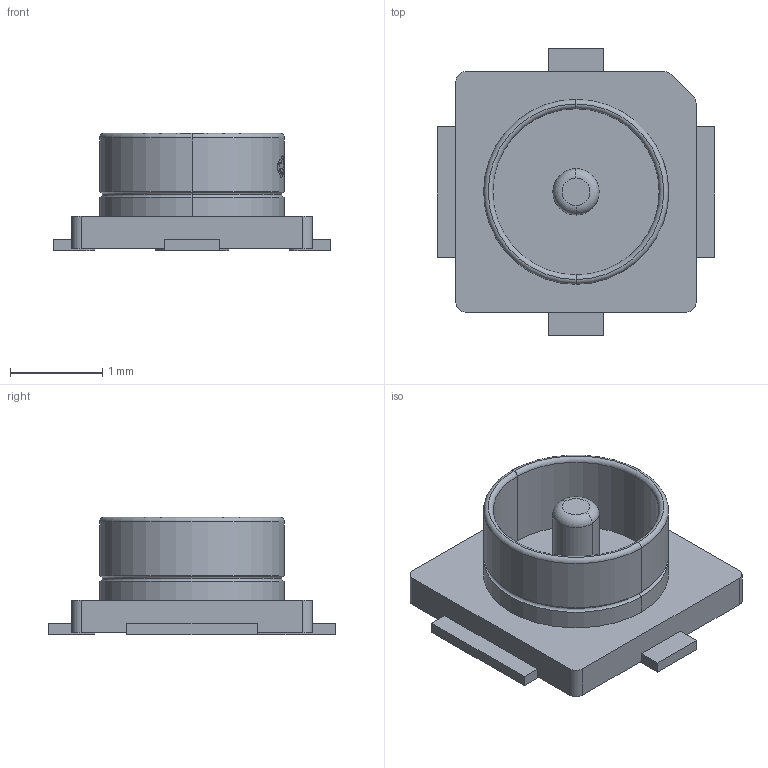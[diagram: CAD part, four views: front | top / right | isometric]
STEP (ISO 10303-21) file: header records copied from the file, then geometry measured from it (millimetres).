
FILE_DESCRIPTION (( 'STEP AP214' ), '1' );
FILE_NAME ('IPEX-SMD_HC-RF-IPEX0303-01.STEP', '2022-11-07T06:43:20', ( '' ), ( '' ), 'SwSTEP 2.0', 'SolidWorks 2020', '' );
FILE_SCHEMA (( 'AUTOMOTIVE_DESIGN' ));
Length unit declared in the file: millimetre
Products named in the file (1): IPEX-SMD_HC-RF-IPEX0303-01
Bounding box: 3 x 3.1 x 1.27 mm (x, y, z)
Volume: 3.2 mm3; surface area: 31.7 mm2
Topology: 14 solids, 14 shells, 309 faces, 818 edges, 540 vertices
Faces by surface type: plane 161, bspline 98, cylinder 38, torus 12
Entity records: 14368 total; most frequent: CARTESIAN_POINT 3758, ORIENTED_EDGE 1636, DIRECTION 1140, EDGE_CURVE 818, VERTEX_POINT 540, LINE 478, VECTOR 478, AXIS2_PLACEMENT_3D 331
